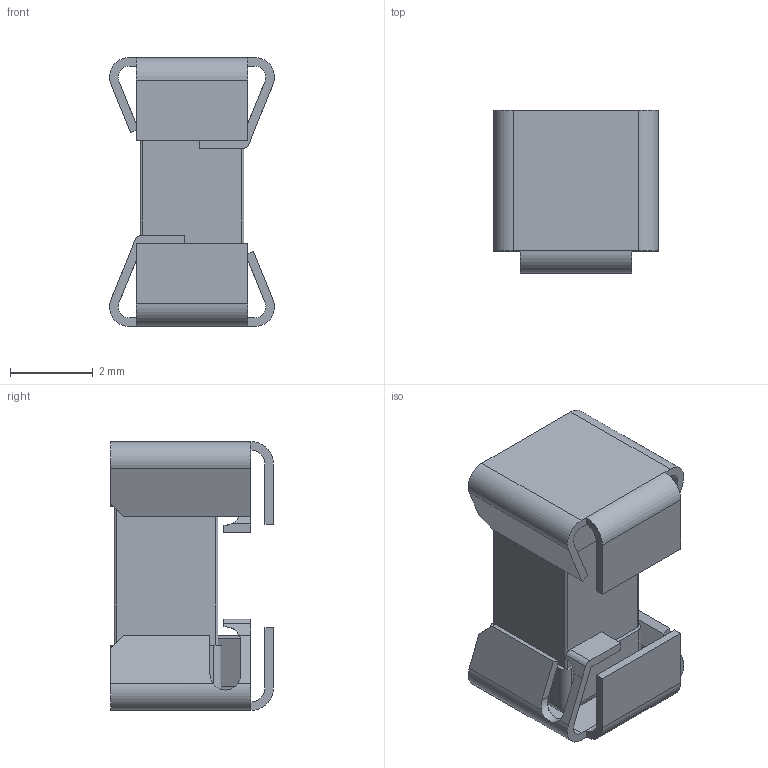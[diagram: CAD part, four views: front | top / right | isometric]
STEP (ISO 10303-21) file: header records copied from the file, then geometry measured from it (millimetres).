
FILE_DESCRIPTION(/* description */ (''),/* implementation_level */ '2;1');
FILE_NAME(/* name */ 'LittleFuse Nano2 157.step',/* time_stamp */ '2020-07-17T23:40:46-04:00',/* author */ (''),/* organization */ (''),/* preprocessor_version */ 'ST-DEVELOPER v18.1',/* originating_system */ 'Autodesk Translation Framework v9.3.0.1241',/* authorisation */ '');
FILE_SCHEMA (('AUTOMOTIVE_DESIGN { 1 0 10303 214 3 1 1 }'));
Length unit declared in the file: inch
Products named in the file (3): LittleFuse Nano2 157; Holder; Fuse
Assembly tree (3 placements, depth 2):
  LittleFuse Nano2 157
    Holder  x2
    Fuse
Bounding box: 3.99 x 3.95 x 6.51 mm (x, y, z)
Volume: 53 mm3; surface area: 232.1 mm2
Topology: 5 solids, 5 shells, 118 faces, 296 edges, 188 vertices
Faces by surface type: plane 72, cylinder 38, sphere 8
Entity records: 2483 total; most frequent: DIRECTION 432, CARTESIAN_POINT 432, ORIENTED_EDGE 392, EDGE_CURVE 196, AXIS2_PLACEMENT_3D 150, LINE 132, VECTOR 132, VERTEX_POINT 122
